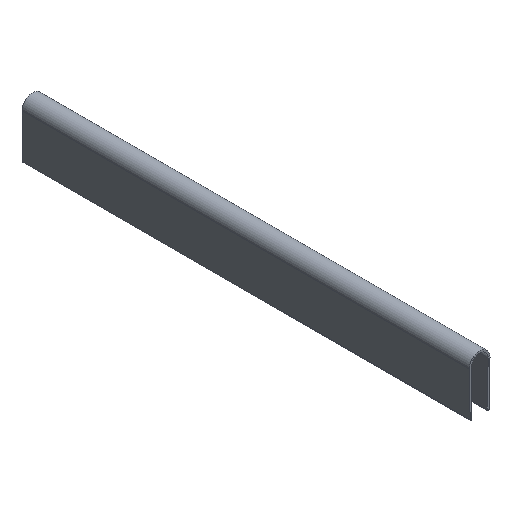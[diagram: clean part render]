
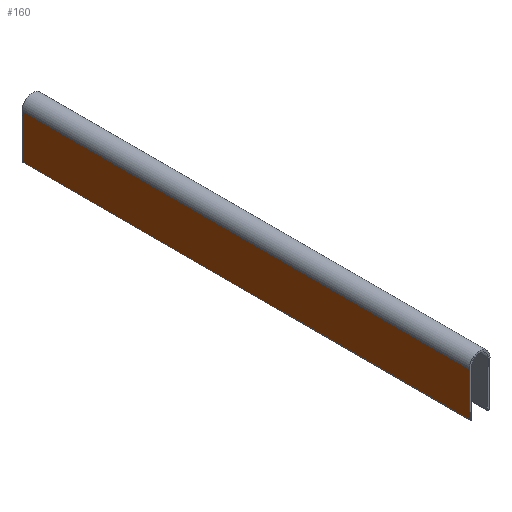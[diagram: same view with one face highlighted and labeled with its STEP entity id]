
A CAD part, isometric view. The second image highlights one B-rep face of the part: STEP entity #160.
In plain terms, the highlighted planar face has unit normal (-1, 0, -0.019).
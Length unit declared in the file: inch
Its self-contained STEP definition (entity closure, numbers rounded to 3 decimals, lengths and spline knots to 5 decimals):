
#97=CARTESIAN_POINT('',(2.54076,10.61082,0.59564));
#98=VERTEX_POINT('',#97);
#106=CARTESIAN_POINT('',(2.54076,4.61082,0.59564));
#107=VERTEX_POINT('',#106);
#108=CARTESIAN_POINT('',(2.54076,4.61082,0.59564));
#109=DIRECTION('',(0.,1.,0.));
#110=VECTOR('',#109,1.);
#111=LINE('',#108,#110);
#112=EDGE_CURVE('',#107,#98,#111,.T.);
#130=CARTESIAN_POINT('',(2.552,10.61082,-0.00047));
#131=VERTEX_POINT('',#130);
#132=CARTESIAN_POINT('',(2.54076,10.61082,0.59564));
#133=DIRECTION('',(0.019,0.,-1.));
#134=VECTOR('',#133,1.);
#135=LINE('',#132,#134);
#136=EDGE_CURVE('',#98,#131,#135,.T.);
#137=ORIENTED_EDGE('',*,*,#136,.T.);
#138=CARTESIAN_POINT('',(2.552,4.61082,-0.00047));
#139=VERTEX_POINT('',#138);
#140=CARTESIAN_POINT('',(2.552,4.61082,-0.00047));
#141=DIRECTION('',(0.,1.,0.));
#142=VECTOR('',#141,1.);
#143=LINE('',#140,#142);
#144=EDGE_CURVE('',#139,#131,#143,.T.);
#145=ORIENTED_EDGE('',*,*,#144,.F.);
#146=CARTESIAN_POINT('',(2.54076,4.61082,0.59564));
#147=DIRECTION('',(0.019,0.,-1.));
#148=VECTOR('',#147,1.);
#149=LINE('',#146,#148);
#150=EDGE_CURVE('',#107,#139,#149,.T.);
#151=ORIENTED_EDGE('',*,*,#150,.F.);
#152=ORIENTED_EDGE('',*,*,#112,.T.);
#153=EDGE_LOOP('',(#137,#145,#151,#152));
#154=FACE_OUTER_BOUND('',#153,.T.);
#155=CARTESIAN_POINT('',(2.54638,4.61082,0.29759));
#156=DIRECTION('',(-1.,0.,-0.019));
#157=DIRECTION('',(-0.019,0.,1.));
#158=AXIS2_PLACEMENT_3D('',#155,#156,#157);
#159=PLANE('',#158);
#160=ADVANCED_FACE('',(#154),#159,.T.);
